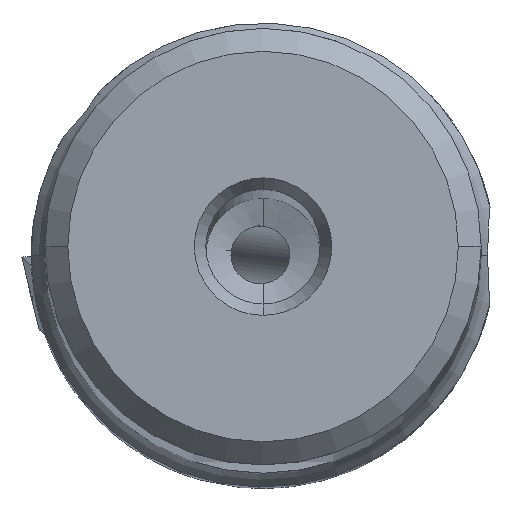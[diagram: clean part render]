
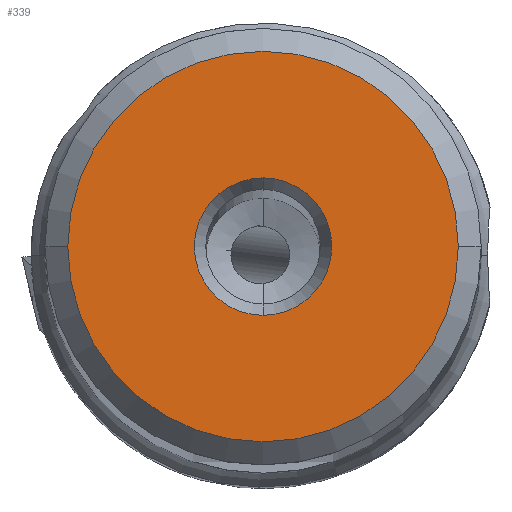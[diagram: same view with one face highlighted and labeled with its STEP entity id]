
A CAD part, top view. The second image highlights one B-rep face of the part: STEP entity #339.
In plain terms, the highlighted planar face has unit normal (0, 0, 1).
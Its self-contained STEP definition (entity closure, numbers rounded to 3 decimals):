
#339=ADVANCED_FACE('',(#486,#487),#448,.T.);
#448=PLANE('',#2303);
#486=FACE_BOUND('',#516,.T.);
#487=FACE_BOUND('',#517,.T.);
#516=EDGE_LOOP('',(#701,#702,#703,#704));
#517=EDGE_LOOP('',(#705,#706));
#701=ORIENTED_EDGE('',*,*,#1518,.F.);
#702=ORIENTED_EDGE('',*,*,#1519,.F.);
#703=ORIENTED_EDGE('',*,*,#1520,.F.);
#704=ORIENTED_EDGE('',*,*,#1521,.F.);
#705=ORIENTED_EDGE('',*,*,#1522,.F.);
#706=ORIENTED_EDGE('',*,*,#1523,.F.);
#1293=VERTEX_POINT('',#3277);
#1294=VERTEX_POINT('',#3278);
#1295=VERTEX_POINT('',#3280);
#1296=VERTEX_POINT('',#3282);
#1297=VERTEX_POINT('',#3285);
#1298=VERTEX_POINT('',#3286);
#1518=EDGE_CURVE('',#1293,#1294,#1821,.T.);
#1519=EDGE_CURVE('',#1295,#1293,#1822,.T.);
#1520=EDGE_CURVE('',#1296,#1295,#1823,.T.);
#1521=EDGE_CURVE('',#1294,#1296,#1824,.T.);
#1522=EDGE_CURVE('',#1297,#1298,#1825,.T.);
#1523=EDGE_CURVE('',#1298,#1297,#1826,.T.);
#1821=CIRCLE('',#2297,8.525);
#1822=CIRCLE('',#2298,8.525);
#1823=CIRCLE('',#2299,8.525);
#1824=CIRCLE('',#2300,8.525);
#1825=CIRCLE('',#2301,3.);
#1826=CIRCLE('',#2302,3.);
#2297=AXIS2_PLACEMENT_3D('',#3276,#2637,#2638);
#2298=AXIS2_PLACEMENT_3D('',#3279,#2639,#2640);
#2299=AXIS2_PLACEMENT_3D('',#3281,#2641,#2642);
#2300=AXIS2_PLACEMENT_3D('',#3283,#2643,#2644);
#2301=AXIS2_PLACEMENT_3D('',#3284,#2645,#2646);
#2302=AXIS2_PLACEMENT_3D('',#3287,#2647,#2648);
#2303=AXIS2_PLACEMENT_3D('',#3288,#2649,#2650);
#2637=DIRECTION('',(0.,0.,-1.));
#2638=DIRECTION('',(0.,1.,0.));
#2639=DIRECTION('',(0.,0.,-1.));
#2640=DIRECTION('',(-1.,0.,0.));
#2641=DIRECTION('',(0.,0.,-1.));
#2642=DIRECTION('',(0.,-1.,0.));
#2643=DIRECTION('',(0.,0.,-1.));
#2644=DIRECTION('',(1.,0.,0.));
#2645=DIRECTION('',(0.,0.,1.));
#2646=DIRECTION('',(0.,-1.,0.));
#2647=DIRECTION('',(0.,0.,1.));
#2648=DIRECTION('',(0.,1.,0.));
#2649=DIRECTION('',(0.,0.,1.));
#2650=DIRECTION('',(1.,0.,0.));
#3276=CARTESIAN_POINT('',(0.,0.,0.));
#3277=CARTESIAN_POINT('',(0.,8.525,0.));
#3278=CARTESIAN_POINT('',(8.525,0.,0.));
#3279=CARTESIAN_POINT('',(0.,0.,0.));
#3280=CARTESIAN_POINT('',(-8.525,0.,0.));
#3281=CARTESIAN_POINT('',(0.,0.,0.));
#3282=CARTESIAN_POINT('',(0.,-8.525,0.));
#3283=CARTESIAN_POINT('',(0.,0.,0.));
#3284=CARTESIAN_POINT('',(0.,0.,0.));
#3285=CARTESIAN_POINT('',(0.,-3.,0.));
#3286=CARTESIAN_POINT('',(0.,3.,0.));
#3287=CARTESIAN_POINT('',(0.,0.,0.));
#3288=CARTESIAN_POINT('',(0.,0.,0.));
